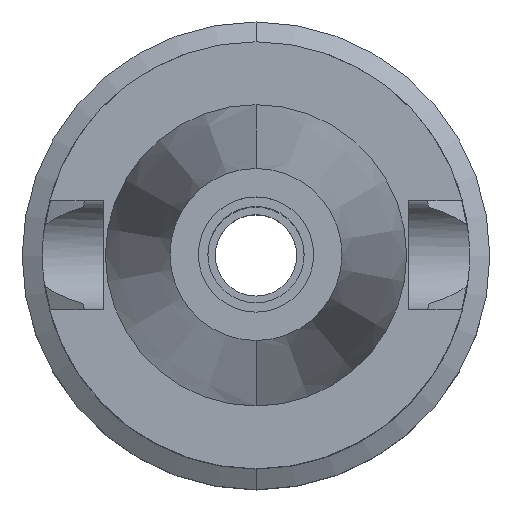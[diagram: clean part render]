
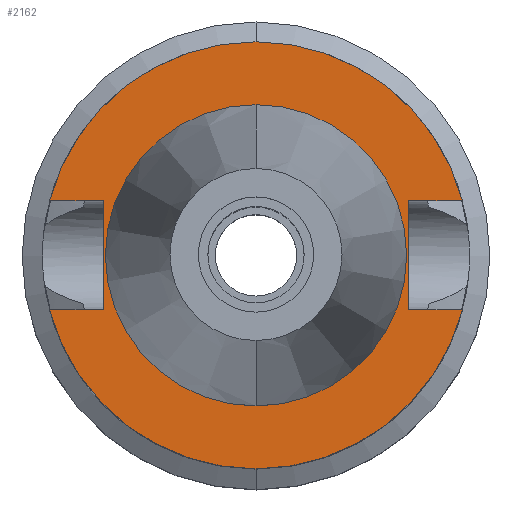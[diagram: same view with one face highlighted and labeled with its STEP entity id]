
A CAD part, top view. The second image highlights one B-rep face of the part: STEP entity #2162.
In plain terms, the highlighted planar face has unit normal (0, 0, 1).
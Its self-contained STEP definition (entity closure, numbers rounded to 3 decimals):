
#889=DIRECTION('',(1.,0.,0.));
#890=VECTOR('',#889,7.954);
#891=CARTESIAN_POINT('',(22.5,8.05,-1.));
#892=LINE('',#891,#890);
#936=DIRECTION('',(0.,1.,0.));
#937=VECTOR('',#936,16.1);
#938=CARTESIAN_POINT('',(-22.5,-8.05,-1.));
#939=LINE('',#938,#937);
#943=DIRECTION('',(-1.,0.,0.));
#944=VECTOR('',#943,7.954);
#945=CARTESIAN_POINT('',(-22.5,8.05,-1.));
#946=LINE('',#945,#944);
#950=CARTESIAN_POINT('',(0.,0.,-1.));
#951=DIRECTION('',(0.,0.,-1.));
#952=DIRECTION('',(-0.967,0.256,0.));
#953=AXIS2_PLACEMENT_3D('',#950,#951,#952);
#958=CARTESIAN_POINT('',(0.,0.,-1.));
#959=DIRECTION('',(0.,0.,-1.));
#960=DIRECTION('',(0.,1.,0.));
#961=AXIS2_PLACEMENT_3D('',#958,#959,#960);
#966=DIRECTION('',(0.,-1.,0.));
#967=VECTOR('',#966,16.1);
#968=CARTESIAN_POINT('',(22.5,8.05,-1.));
#969=LINE('',#968,#967);
#973=DIRECTION('',(1.,0.,0.));
#974=VECTOR('',#973,7.954);
#975=CARTESIAN_POINT('',(22.5,-8.05,-1.));
#976=LINE('',#975,#974);
#980=CARTESIAN_POINT('',(0.,0.,-1.));
#981=DIRECTION('',(0.,0.,-1.));
#982=DIRECTION('',(0.967,-0.256,0.));
#983=AXIS2_PLACEMENT_3D('',#980,#981,#982);
#988=CARTESIAN_POINT('',(0.,0.,-1.));
#989=DIRECTION('',(0.,0.,-1.));
#990=DIRECTION('',(0.,-1.,0.));
#991=AXIS2_PLACEMENT_3D('',#988,#989,#990);
#996=CARTESIAN_POINT('',(0.,0.,-1.));
#997=DIRECTION('',(0.,0.,1.));
#998=DIRECTION('',(0.,-1.,0.));
#999=AXIS2_PLACEMENT_3D('',#996,#997,#998);
#1004=CARTESIAN_POINT('',(0.,0.,-1.));
#1005=DIRECTION('',(0.,0.,1.));
#1006=DIRECTION('',(0.,1.,0.));
#1007=AXIS2_PLACEMENT_3D('',#1004,#1005,#1006);
#1042=DIRECTION('',(-1.,0.,0.));
#1043=VECTOR('',#1042,7.954);
#1044=CARTESIAN_POINT('',(-22.5,-8.05,-1.));
#1045=LINE('',#1044,#1043);
#1324=CARTESIAN_POINT('',(-22.5,-8.05,-1.));
#1325=VERTEX_POINT('',#1324);
#1326=CARTESIAN_POINT('',(-30.454,-8.05,-1.));
#1327=VERTEX_POINT('',#1326);
#1330=CARTESIAN_POINT('',(-22.5,8.05,-1.));
#1331=VERTEX_POINT('',#1330);
#1332=CARTESIAN_POINT('',(-30.454,8.05,-1.));
#1333=VERTEX_POINT('',#1332);
#1334=CARTESIAN_POINT('',(0.,31.5,-1.));
#1335=CARTESIAN_POINT('',(30.454,8.05,-1.));
#1336=VERTEX_POINT('',#1334);
#1337=VERTEX_POINT('',#1335);
#1338=CARTESIAN_POINT('',(22.5,8.05,-1.));
#1339=VERTEX_POINT('',#1338);
#1340=CARTESIAN_POINT('',(22.5,-8.05,-1.));
#1341=VERTEX_POINT('',#1340);
#1342=CARTESIAN_POINT('',(30.454,-8.05,-1.));
#1343=VERTEX_POINT('',#1342);
#1344=CARTESIAN_POINT('',(0.,-31.5,-1.));
#1345=VERTEX_POINT('',#1344);
#1346=CARTESIAN_POINT('',(0.,-22.225,-1.));
#1347=CARTESIAN_POINT('',(0.,22.225,-1.));
#1348=VERTEX_POINT('',#1346);
#1349=VERTEX_POINT('',#1347);
#2132=CARTESIAN_POINT('',(0.,0.,-1.));
#2133=DIRECTION('',(0.,0.,-1.));
#2134=DIRECTION('',(0.,-1.,0.));
#2135=AXIS2_PLACEMENT_3D('',#2132,#2133,#2134);
#2136=PLANE('',#2135);
#2138=ORIENTED_EDGE('',*,*,#2137,.T.);
#2139=ORIENTED_EDGE('',*,*,#2075,.T.);
#2141=ORIENTED_EDGE('',*,*,#2140,.T.);
#2143=ORIENTED_EDGE('',*,*,#2142,.T.);
#2144=ORIENTED_EDGE('',*,*,#2109,.F.);
#2145=ORIENTED_EDGE('',*,*,#2122,.T.);
#2147=ORIENTED_EDGE('',*,*,#2146,.T.);
#2149=ORIENTED_EDGE('',*,*,#2148,.T.);
#2151=ORIENTED_EDGE('',*,*,#2150,.T.);
#2153=ORIENTED_EDGE('',*,*,#2152,.F.);
#2154=EDGE_LOOP('',(#2138,#2139,#2141,#2143,#2144,#2145,#2147,#2149,#2151,
#2153));
#2155=FACE_OUTER_BOUND('',#2154,.F.);
#2157=ORIENTED_EDGE('',*,*,#2156,.T.);
#2159=ORIENTED_EDGE('',*,*,#2158,.T.);
#2160=EDGE_LOOP('',(#2157,#2159));
#2161=FACE_BOUND('',#2160,.F.);
#954=CIRCLE('',#953,31.5);
#962=CIRCLE('',#961,31.5);
#984=CIRCLE('',#983,31.5);
#992=CIRCLE('',#991,31.5);
#1000=CIRCLE('',#999,22.225);
#1008=CIRCLE('',#1007,22.225);
#2075=EDGE_CURVE('',#1331,#1333,#946,.T.);
#2109=EDGE_CURVE('',#1339,#1337,#892,.T.);
#2122=EDGE_CURVE('',#1339,#1341,#969,.T.);
#2137=EDGE_CURVE('',#1325,#1331,#939,.T.);
#2140=EDGE_CURVE('',#1333,#1336,#954,.T.);
#2142=EDGE_CURVE('',#1336,#1337,#962,.T.);
#2146=EDGE_CURVE('',#1341,#1343,#976,.T.);
#2148=EDGE_CURVE('',#1343,#1345,#984,.T.);
#2150=EDGE_CURVE('',#1345,#1327,#992,.T.);
#2152=EDGE_CURVE('',#1325,#1327,#1045,.T.);
#2156=EDGE_CURVE('',#1348,#1349,#1000,.T.);
#2158=EDGE_CURVE('',#1349,#1348,#1008,.T.);
#2162=ADVANCED_FACE('',(#2155,#2161),#2136,.F.);
